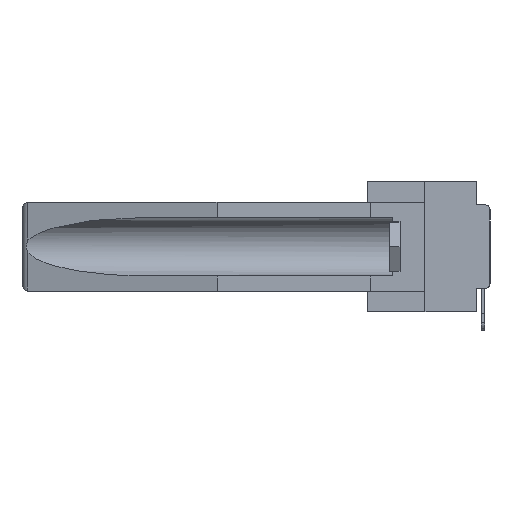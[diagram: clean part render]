
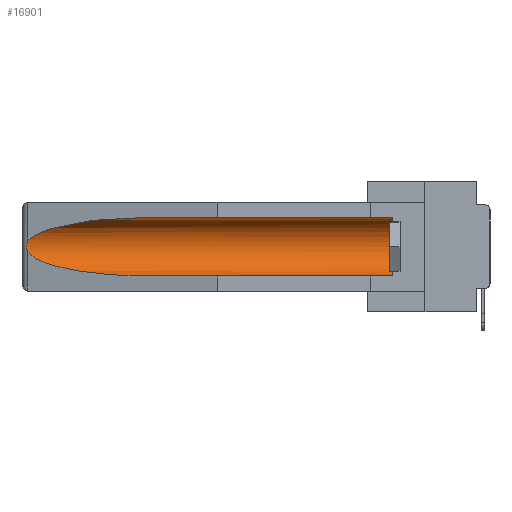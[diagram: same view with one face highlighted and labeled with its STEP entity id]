
A CAD part, left-side view. The second image highlights one B-rep face of the part: STEP entity #16901.
In plain terms, the highlighted cylindrical face has radius 2.857 mm (diameter 5.715 mm), a partial arc.
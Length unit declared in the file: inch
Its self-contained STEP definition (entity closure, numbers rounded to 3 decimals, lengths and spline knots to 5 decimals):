
#37 = CARTESIAN_POINT ( 'NONE',  ( 0.21114, 1.30732, -0.284 ) ) ;
#202 = CARTESIAN_POINT ( 'NONE',  ( 0.26654, 1.53092, -0.15636 ) ) ;
#1342 =( BOUNDED_CURVE ( )  B_SPLINE_CURVE ( 3, ( #2694, #24308, #37, #29451 ),
 .UNSPECIFIED., .F., .F. ) 
 B_SPLINE_CURVE_WITH_KNOTS ( ( 4, 4 ),
 ( 0.1948, 1.5708 ),
 .UNSPECIFIED. ) 
 CURVE ( )  GEOMETRIC_REPRESENTATION_ITEM ( )  RATIONAL_B_SPLINE_CURVE ( ( 1., 0.848, 0.848, 1. ) ) 
 REPRESENTATION_ITEM ( '' )  );
#1929 = DIRECTION ( 'NONE',  ( 0., 0., 1. ) ) ;
#2694 = CARTESIAN_POINT ( 'NONE',  ( 0.26537, 1.52718, -0.19328 ) ) ;
#3667 = CARTESIAN_POINT ( 'NONE',  ( 0.26537, 1.52718, -0.14972 ) ) ;
#3746 = VECTOR ( 'NONE', #17041, 39.37008 ) ;
#3772 = AXIS2_PLACEMENT_3D ( 'NONE', #5117, #15900, #1929 ) ;
#3957 = EDGE_CURVE ( 'NONE', #25672, #21872, #1342, .T. ) ;
#4098 = ORIENTED_EDGE ( 'NONE', *, *, #9336, .F. ) ;
#4787 = DIRECTION ( 'NONE',  ( 0., 1., 0. ) ) ;
#4844 = CARTESIAN_POINT ( 'NONE',  ( 0.155, 0.126, -0.059 ) ) ;
#5117 = CARTESIAN_POINT ( 'NONE',  ( 0.155, -0.30754, -0.1715 ) ) ;
#5535 = CARTESIAN_POINT ( 'NONE',  ( 0.26537, 1.52718, -0.19328 ) ) ;
#8519 = CARTESIAN_POINT ( 'NONE',  ( 0.2675, 1.53308, -0.16763 ) ) ;
#8733 = DIRECTION ( 'NONE',  ( 0., 0., 1. ) ) ;
#9336 = EDGE_CURVE ( 'NONE', #10563, #21872, #20913, .T. ) ;
#10563 = VERTEX_POINT ( 'NONE', #32518 ) ;
#11559 = DIRECTION ( 'NONE',  ( 0., -1., 0. ) ) ;
#11974 = CARTESIAN_POINT ( 'NONE',  ( 0.155, 1.07973, -0.059 ) ) ;
#12262 = EDGE_LOOP ( 'NONE', ( #29434, #34925, #25904, #4098, #22883, #29573 ) ) ;
#12303 = VERTEX_POINT ( 'NONE', #4844 ) ;
#13832 = CARTESIAN_POINT ( 'NONE',  ( 0.2673, 1.5327, -0.16383 ) ) ;
#14572 = CARTESIAN_POINT ( 'NONE',  ( 0.155, 0.126, -0.1715 ) ) ;
#15900 = DIRECTION ( 'NONE',  ( 0., 1., 0. ) ) ;
#16901 = ADVANCED_FACE ( 'NONE', ( #26193 ), #29395, .F. ) ;
#16940 = CARTESIAN_POINT ( 'NONE',  ( 0.21114, 1.30732, -0.059 ) ) ;
#17041 = DIRECTION ( 'NONE',  ( 0., 1., 0. ) ) ;
#17456 = VERTEX_POINT ( 'NONE', #32357 ) ;
#18654 = AXIS2_PLACEMENT_3D ( 'NONE', #14572, #11559, #8733 ) ;
#18793 = CARTESIAN_POINT ( 'NONE',  ( 0.2673, 1.53269, -0.17917 ) ) ;
#18976 = CARTESIAN_POINT ( 'NONE',  ( 0.26537, 1.52718, -0.14972 ) ) ;
#19242 =( BOUNDED_CURVE ( )  B_SPLINE_CURVE ( 3, ( #11974, #16940, #27934, #3667 ),
 .UNSPECIFIED., .F., .F. ) 
 B_SPLINE_CURVE_WITH_KNOTS ( ( 4, 4 ),
 ( 4.71239, 6.08839 ),
 .UNSPECIFIED. ) 
 CURVE ( )  GEOMETRIC_REPRESENTATION_ITEM ( )  RATIONAL_B_SPLINE_CURVE ( ( 1., 0.848, 0.848, 1. ) ) 
 REPRESENTATION_ITEM ( '' )  );
#19322 = CARTESIAN_POINT ( 'NONE',  ( 0.26655, 1.53094, -0.18657 ) ) ;
#19541 = LINE ( 'NONE', #25557, #3746 ) ;
#20203 = EDGE_CURVE ( 'NONE', #10563, #12303, #23740, .T. ) ;
#20721 = CARTESIAN_POINT ( 'NONE',  ( 0.155, 1.07973, -0.059 ) ) ;
#20913 = LINE ( 'NONE', #31728, #28519 ) ;
#21490 = EDGE_CURVE ( 'NONE', #12303, #33671, #19541, .T. ) ;
#21814 = CARTESIAN_POINT ( 'NONE',  ( 0.2675, 1.53308, -0.17534 ) ) ;
#21872 = VERTEX_POINT ( 'NONE', #29062 ) ;
#22676 = EDGE_CURVE ( 'NONE', #33671, #17456, #19242, .T. ) ;
#22883 = ORIENTED_EDGE ( 'NONE', *, *, #20203, .T. ) ;
#23740 = CIRCLE ( 'NONE', #18654, 0.1125 ) ;
#24305 = CARTESIAN_POINT ( 'NONE',  ( 0.26597, 1.5296, -0.19026 ) ) ;
#24308 = CARTESIAN_POINT ( 'NONE',  ( 0.25451, 1.48313, -0.24835 ) ) ;
#25557 = CARTESIAN_POINT ( 'NONE',  ( 0.155, -0.30754, -0.059 ) ) ;
#25672 = VERTEX_POINT ( 'NONE', #33587 ) ;
#25904 = ORIENTED_EDGE ( 'NONE', *, *, #3957, .T. ) ;
#26193 = FACE_OUTER_BOUND ( 'NONE', #12262, .T. ) ;
#27934 = CARTESIAN_POINT ( 'NONE',  ( 0.25451, 1.48313, -0.09465 ) ) ;
#28519 = VECTOR ( 'NONE', #4787, 39.37008 ) ;
#28639 = EDGE_CURVE ( 'NONE', #17456, #25672, #32210, .T. ) ;
#29062 = CARTESIAN_POINT ( 'NONE',  ( 0.155, 1.07973, -0.284 ) ) ;
#29395 = CYLINDRICAL_SURFACE ( 'NONE', #3772, 0.1125 ) ;
#29434 = ORIENTED_EDGE ( 'NONE', *, *, #22676, .T. ) ;
#29451 = CARTESIAN_POINT ( 'NONE',  ( 0.155, 1.07973, -0.284 ) ) ;
#29573 = ORIENTED_EDGE ( 'NONE', *, *, #21490, .T. ) ;
#29609 = CARTESIAN_POINT ( 'NONE',  ( 0.26597, 1.52961, -0.15275 ) ) ;
#31728 = CARTESIAN_POINT ( 'NONE',  ( 0.155, -0.30754, -0.284 ) ) ;
#32210 = B_SPLINE_CURVE_WITH_KNOTS ( 'NONE', 3,
 ( #18976, #29609, #202, #13832, #8519, #21814, #18793, #19322, #24305, #5535 ),
 .UNSPECIFIED., .F., .F.,
 ( 4, 2, 2, 2, 4 ),
 ( 0., 0.00029, 0.00058, 0.00087, 0.00117 ),
 .UNSPECIFIED. ) ;
#32357 = CARTESIAN_POINT ( 'NONE',  ( 0.26537, 1.52718, -0.14972 ) ) ;
#32518 = CARTESIAN_POINT ( 'NONE',  ( 0.155, 0.126, -0.284 ) ) ;
#33587 = CARTESIAN_POINT ( 'NONE',  ( 0.26537, 1.52718, -0.19328 ) ) ;
#33671 = VERTEX_POINT ( 'NONE', #20721 ) ;
#34925 = ORIENTED_EDGE ( 'NONE', *, *, #28639, .T. ) ;
